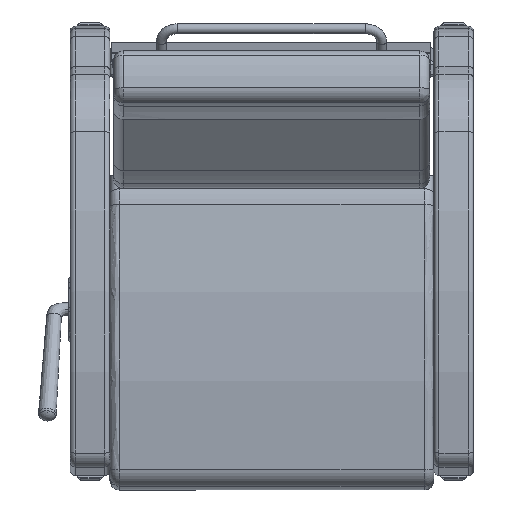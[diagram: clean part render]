
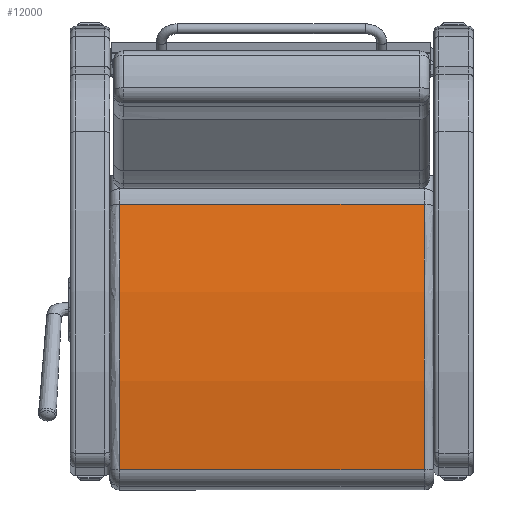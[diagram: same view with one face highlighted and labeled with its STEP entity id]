
A CAD part, front view. The second image highlights one B-rep face of the part: STEP entity #12000.
In plain terms, the highlighted free-form (B-spline) face has degree [1, 2] with [2, 3] control points.
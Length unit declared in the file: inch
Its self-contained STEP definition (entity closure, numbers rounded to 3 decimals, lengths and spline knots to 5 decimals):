
#30=(
BOUNDED_SURFACE()
B_SPLINE_SURFACE(1,2,((#20490,#20491,#20492),(#20493,#20494,#20495)),
 .UNSPECIFIED.,.F.,.F.,.F.)
B_SPLINE_SURFACE_WITH_KNOTS((2,2),(3,3),(-0.19254,0.19254),
(1.36178,1.69928),.UNSPECIFIED.)
GEOMETRIC_REPRESENTATION_ITEM()
RATIONAL_B_SPLINE_SURFACE(((1.,0.986,1.),(1.,0.986,
1.)))
REPRESENTATION_ITEM('')
SURFACE()
);
#1058=ELLIPSE('',#13325,60.05357,60.);
#1068=ELLIPSE('',#13353,60.05357,60.);
#1346=LINE('',#20488,#2081);
#1347=LINE('',#20497,#2082);
#2081=VECTOR('',#15593,0.3937);
#2082=VECTOR('',#15596,0.3937);
#2981=FACE_OUTER_BOUND('',#3819,.T.);
#3819=EDGE_LOOP('',(#8931,#8932,#8933,#8934));
#5532=VERTEX_POINT('',#20280);
#5533=VERTEX_POINT('',#20281);
#5558=VERTEX_POINT('',#20487);
#5559=VERTEX_POINT('',#20496);
#6769=EDGE_CURVE('',#5532,#5533,#1058,.T.);
#6807=EDGE_CURVE('',#5533,#5558,#1346,.T.);
#6809=EDGE_CURVE('',#5532,#5559,#1347,.T.);
#6810=EDGE_CURVE('',#5558,#5559,#1068,.T.);
#8931=ORIENTED_EDGE('',*,*,#6769,.F.);
#8932=ORIENTED_EDGE('',*,*,#6809,.T.);
#8933=ORIENTED_EDGE('',*,*,#6810,.F.);
#8934=ORIENTED_EDGE('',*,*,#6807,.F.);
#12000=ADVANCED_FACE('',(#2981),#30,.F.);
#13325=AXIS2_PLACEMENT_3D('',#20282,#15525,#15526);
#13353=AXIS2_PLACEMENT_3D('',#20498,#15597,#15598);
#15525=DIRECTION('center_axis',(0.,0.,-1.));
#15526=DIRECTION('ref_axis',(1.,0.,0.));
#15593=DIRECTION('',(0.,0.,1.));
#15596=DIRECTION('',(0.,0.,1.));
#15597=DIRECTION('center_axis',(0.,0.,1.));
#15598=DIRECTION('ref_axis',(1.,0.,0.));
#20280=CARTESIAN_POINT('',(-10.04459,1.25621,-11.5625));
#20281=CARTESIAN_POINT('',(10.1114,0.44486,-11.5625));
#20282=CARTESIAN_POINT('Origin',(-2.34979,-58.24922,-11.5625));
#20487=CARTESIAN_POINT('',(10.1114,0.44486,11.5625));
#20488=CARTESIAN_POINT('',(10.1114,0.44486,0.));
#20490=CARTESIAN_POINT('Ctrl Pts',(10.1114,0.44486,-11.5625));
#20491=CARTESIAN_POINT('Ctrl Pts',(0.10258,2.56602,-11.5625));
#20492=CARTESIAN_POINT('Ctrl Pts',(-10.04459,1.25621,-11.5625));
#20493=CARTESIAN_POINT('Ctrl Pts',(10.1114,0.44486,11.5625));
#20494=CARTESIAN_POINT('Ctrl Pts',(0.10258,2.56602,11.5625));
#20495=CARTESIAN_POINT('Ctrl Pts',(-10.04459,1.25621,11.5625));
#20496=CARTESIAN_POINT('',(-10.04459,1.25621,11.5625));
#20497=CARTESIAN_POINT('',(-10.04459,1.25621,0.));
#20498=CARTESIAN_POINT('Origin',(-2.34979,-58.24922,11.5625));
